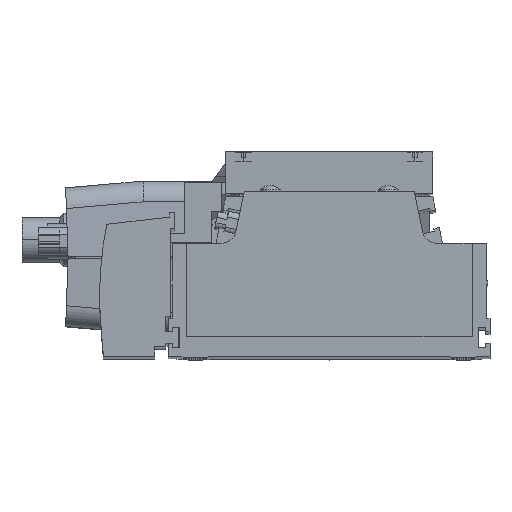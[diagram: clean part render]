
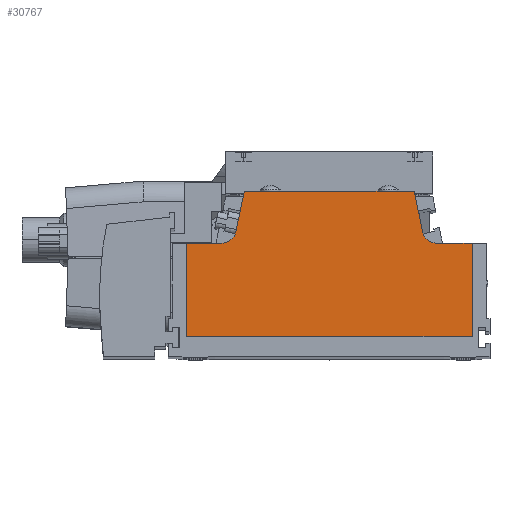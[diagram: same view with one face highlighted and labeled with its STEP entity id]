
A CAD part, top view. The second image highlights one B-rep face of the part: STEP entity #30767.
In plain terms, the highlighted planar face has unit normal (0, 0, 1).
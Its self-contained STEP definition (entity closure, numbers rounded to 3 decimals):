
#189 = VERTEX_POINT ( 'NONE', #7473 ) ;
#265 = AXIS2_PLACEMENT_3D ( 'NONE', #3658, #26946, #19355 ) ;
#425 = EDGE_CURVE ( 'NONE', #1696, #6333, #11821, .T. ) ;
#809 = LINE ( 'NONE', #7932, #25079 ) ;
#940 = EDGE_CURVE ( 'NONE', #30984, #24870, #7216, .T. ) ;
#1371 = CARTESIAN_POINT ( 'NONE',  ( 40., 84.488, 472.5 ) ) ;
#1696 = VERTEX_POINT ( 'NONE', #22454 ) ;
#1977 = CARTESIAN_POINT ( 'NONE',  ( -26.797, 3., 472.5 ) ) ;
#2023 = ORIENTED_EDGE ( 'NONE', *, *, #940, .T. ) ;
#2725 = VERTEX_POINT ( 'NONE', #30175 ) ;
#3178 = EDGE_CURVE ( 'NONE', #30117, #189, #15719, .T. ) ;
#3220 = VECTOR ( 'NONE', #4988, 1000. ) ;
#3270 = CARTESIAN_POINT ( 'NONE',  ( 40., -23.13, 472.5 ) ) ;
#3316 = DIRECTION ( 'NONE',  ( -1., 0., 0. ) ) ;
#3658 = CARTESIAN_POINT ( 'NONE',  ( 30.049, 7., 472.5 ) ) ;
#4361 = CARTESIAN_POINT ( 'NONE',  ( -40., 3., 472.5 ) ) ;
#4495 = EDGE_CURVE ( 'NONE', #10215, #20432, #28093, .T. ) ;
#4973 = CARTESIAN_POINT ( 'NONE',  ( -40., -23.13, 472.5 ) ) ;
#4988 = DIRECTION ( 'NONE',  ( -1., 0., 0. ) ) ;
#6333 = VERTEX_POINT ( 'NONE', #26687 ) ;
#7216 = LINE ( 'NONE', #25598, #3220 ) ;
#7309 = CIRCLE ( 'NONE', #9457, 4. ) ;
#7473 = CARTESIAN_POINT ( 'NONE',  ( 23.784, 17.45, 472.5 ) ) ;
#7658 = ORIENTED_EDGE ( 'NONE', *, *, #32840, .F. ) ;
#7932 = CARTESIAN_POINT ( 'NONE',  ( -40., 84.488, 472.5 ) ) ;
#8002 = ORIENTED_EDGE ( 'NONE', *, *, #3178, .F. ) ;
#8046 = PLANE ( 'NONE',  #29852 ) ;
#9457 = AXIS2_PLACEMENT_3D ( 'NONE', #31703, #16007, #3316 ) ;
#9477 = VECTOR ( 'NONE', #18650, 1000. ) ;
#9504 = EDGE_CURVE ( 'NONE', #24870, #15126, #25077, .T. ) ;
#10215 = VERTEX_POINT ( 'NONE', #3270 ) ;
#11821 = LINE ( 'NONE', #4361, #25659 ) ;
#14265 = DIRECTION ( 'NONE',  ( 0., 0., -1. ) ) ;
#14373 = LINE ( 'NONE', #1371, #32110 ) ;
#14519 = DIRECTION ( 'NONE',  ( 0.204, -0.979, 0. ) ) ;
#14633 = EDGE_CURVE ( 'NONE', #2725, #1696, #7309, .T. ) ;
#14657 = CARTESIAN_POINT ( 'NONE',  ( -23.784, 17.45, 472.5 ) ) ;
#14677 = EDGE_CURVE ( 'NONE', #6333, #20432, #809, .T. ) ;
#15126 = VERTEX_POINT ( 'NONE', #25909 ) ;
#15307 = DIRECTION ( 'NONE',  ( 0.204, 0.979, 0. ) ) ;
#15719 = LINE ( 'NONE', #28889, #16197 ) ;
#15906 = DIRECTION ( 'NONE',  ( 1., 0., 0. ) ) ;
#16007 = DIRECTION ( 'NONE',  ( 0., 0., -1. ) ) ;
#16197 = VECTOR ( 'NONE', #15906, 1000. ) ;
#17216 = DIRECTION ( 'NONE',  ( 0., -1., 0. ) ) ;
#17692 = ORIENTED_EDGE ( 'NONE', *, *, #425, .T. ) ;
#18650 = DIRECTION ( 'NONE',  ( -1., 0., 0. ) ) ;
#18979 = DIRECTION ( 'NONE',  ( -1., 0., 0. ) ) ;
#19076 = VECTOR ( 'NONE', #14519, 1000. ) ;
#19355 = DIRECTION ( 'NONE',  ( -1., 0., 0. ) ) ;
#19911 = LINE ( 'NONE', #27349, #19076 ) ;
#19976 = CARTESIAN_POINT ( 'NONE',  ( 40., 3., 472.5 ) ) ;
#20432 = VERTEX_POINT ( 'NONE', #21885 ) ;
#20798 = ORIENTED_EDGE ( 'NONE', *, *, #9504, .T. ) ;
#21174 = FACE_OUTER_BOUND ( 'NONE', #32491, .T. ) ;
#21885 = CARTESIAN_POINT ( 'NONE',  ( -40., -23.13, 472.5 ) ) ;
#22454 = CARTESIAN_POINT ( 'NONE',  ( -30.049, 3., 472.5 ) ) ;
#23491 = ORIENTED_EDGE ( 'NONE', *, *, #27171, .F. ) ;
#24382 = CARTESIAN_POINT ( 'NONE',  ( -40., 84.488, 472.5 ) ) ;
#24870 = VERTEX_POINT ( 'NONE', #31483 ) ;
#25077 = CIRCLE ( 'NONE', #265, 4. ) ;
#25079 = VECTOR ( 'NONE', #28480, 1000. ) ;
#25598 = CARTESIAN_POINT ( 'NONE',  ( -40., 3., 472.5 ) ) ;
#25659 = VECTOR ( 'NONE', #29548, 1000. ) ;
#25909 = CARTESIAN_POINT ( 'NONE',  ( 26.133, 6.184, 472.5 ) ) ;
#26024 = EDGE_CURVE ( 'NONE', #2725, #30117, #30325, .T. ) ;
#26687 = CARTESIAN_POINT ( 'NONE',  ( -40., 3., 472.5 ) ) ;
#26946 = DIRECTION ( 'NONE',  ( 0., 0., -1. ) ) ;
#27171 = EDGE_CURVE ( 'NONE', #189, #15126, #19911, .T. ) ;
#27349 = CARTESIAN_POINT ( 'NONE',  ( 23.784, 17.45, 472.5 ) ) ;
#27891 = ORIENTED_EDGE ( 'NONE', *, *, #26024, .F. ) ;
#28093 = LINE ( 'NONE', #4973, #9477 ) ;
#28480 = DIRECTION ( 'NONE',  ( 0., -1., 0. ) ) ;
#28889 = CARTESIAN_POINT ( 'NONE',  ( -23.784, 17.45, 472.5 ) ) ;
#29352 = ORIENTED_EDGE ( 'NONE', *, *, #14633, .T. ) ;
#29548 = DIRECTION ( 'NONE',  ( -1., 0., 0. ) ) ;
#29581 = ORIENTED_EDGE ( 'NONE', *, *, #4495, .F. ) ;
#29852 = AXIS2_PLACEMENT_3D ( 'NONE', #24382, #14265, #18979 ) ;
#30117 = VERTEX_POINT ( 'NONE', #14657 ) ;
#30175 = CARTESIAN_POINT ( 'NONE',  ( -26.133, 6.184, 472.5 ) ) ;
#30236 = ORIENTED_EDGE ( 'NONE', *, *, #14677, .T. ) ;
#30325 = LINE ( 'NONE', #1977, #32509 ) ;
#30767 = ADVANCED_FACE ( 'NONE', ( #21174 ), #8046, .F. ) ;
#30984 = VERTEX_POINT ( 'NONE', #19976 ) ;
#31483 = CARTESIAN_POINT ( 'NONE',  ( 30.049, 3., 472.5 ) ) ;
#31703 = CARTESIAN_POINT ( 'NONE',  ( -30.049, 7., 472.5 ) ) ;
#32110 = VECTOR ( 'NONE', #17216, 1000. ) ;
#32491 = EDGE_LOOP ( 'NONE', ( #7658, #2023, #20798, #23491, #8002, #27891, #29352, #17692, #30236, #29581 ) ) ;
#32509 = VECTOR ( 'NONE', #15307, 1000. ) ;
#32840 = EDGE_CURVE ( 'NONE', #30984, #10215, #14373, .T. ) ;
